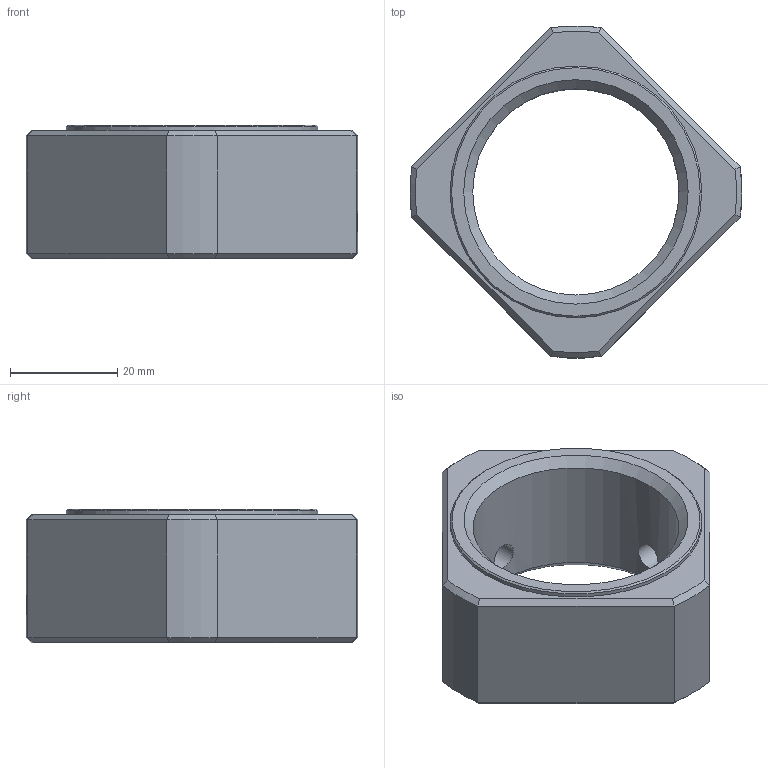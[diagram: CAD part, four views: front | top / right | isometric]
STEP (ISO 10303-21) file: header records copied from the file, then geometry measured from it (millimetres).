
FILE_DESCRIPTION (( 'STEP AP214' ), '1' );
FILE_NAME ('RN40-Rollco.step', '2023-04-27T09:38:56', ( '' ), ( '' ), 'SwSTEP 2.0', 'SolidWorks 2010', '' );
FILE_SCHEMA (( 'AUTOMOTIVE_DESIGN' ));
Length unit declared in the file: millimetre
Products named in the file (1): RN40-Rollco
Bounding box: 61.96 x 61.96 x 25 mm (x, y, z)
Volume: 29683.1 mm3; surface area: 9924 mm2
Topology: 1 solids, 1 shells, 36 faces, 85 edges, 51 vertices
Faces by surface type: plane 15, cone 11, cylinder 8, bspline 2
Full cylindrical faces by diameter (mm): 5.1 x2, 38.5 x1, 47 x1
Entity records: 1448 total; most frequent: CARTESIAN_POINT 691, DIRECTION 140, ORIENTED_EDGE 138, EDGE_CURVE 69, AXIS2_PLACEMENT_3D 58, EDGE_LOOP 52, VERTEX_POINT 45, FACE_OUTER_BOUND 42
